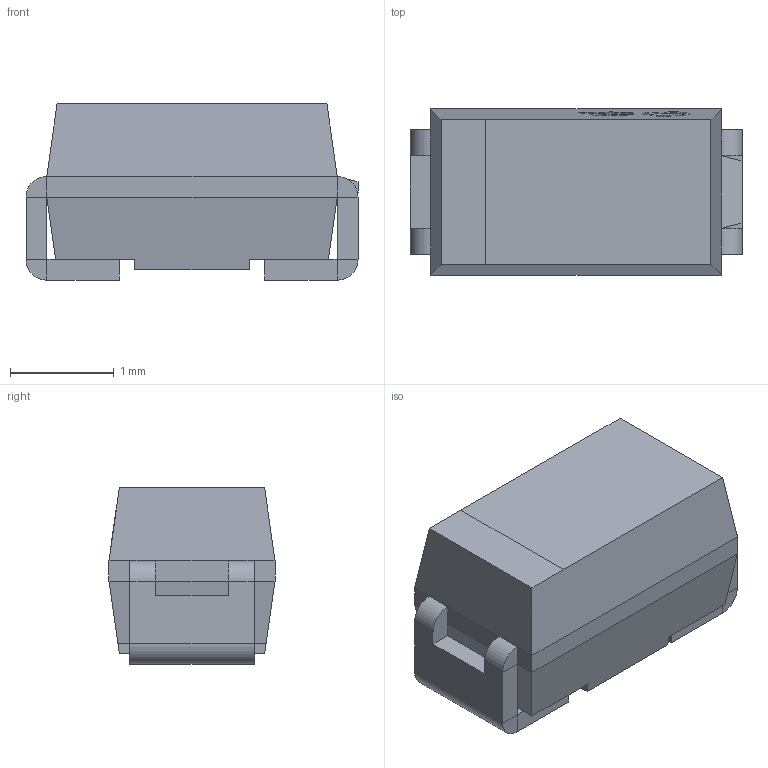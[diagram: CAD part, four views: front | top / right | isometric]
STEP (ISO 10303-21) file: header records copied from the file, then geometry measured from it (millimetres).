
FILE_DESCRIPTION (( 'STEP AP214' ), '1' );
FILE_NAME ('CAP-SMD_L3.2-W1.6.step', '2022-07-01T06:36:02', ( '' ), ( '' ), 'SwSTEP 2.0', 'SolidWorks 2020', '' );
FILE_SCHEMA (( 'AUTOMOTIVE_DESIGN' ));
Length unit declared in the file: millimetre
Products named in the file (1): CAP-SMD_L3.2-W1.6
Bounding box: 3.2 x 1.6 x 1.7 mm (x, y, z)
Volume: 7.1 mm3; surface area: 27.3 mm2
Topology: 2 solids, 2 shells, 291 faces, 780 edges, 504 vertices
Faces by surface type: plane 187, bspline 98, cylinder 6
Entity records: 12714 total; most frequent: CARTESIAN_POINT 2882, ORIENTED_EDGE 1560, DIRECTION 980, EDGE_CURVE 780, LINE 568, VECTOR 568, VERTEX_POINT 504, EDGE_LOOP 310
